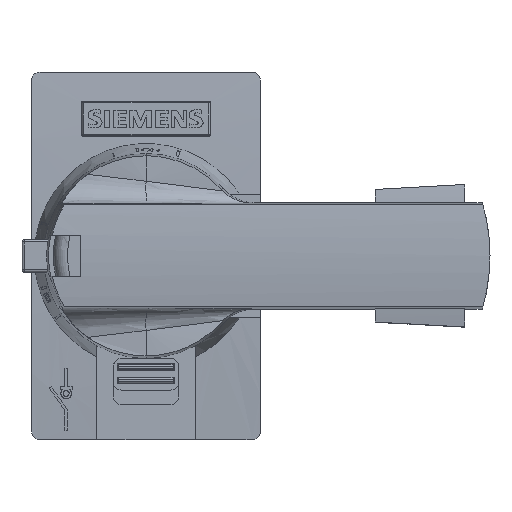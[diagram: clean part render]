
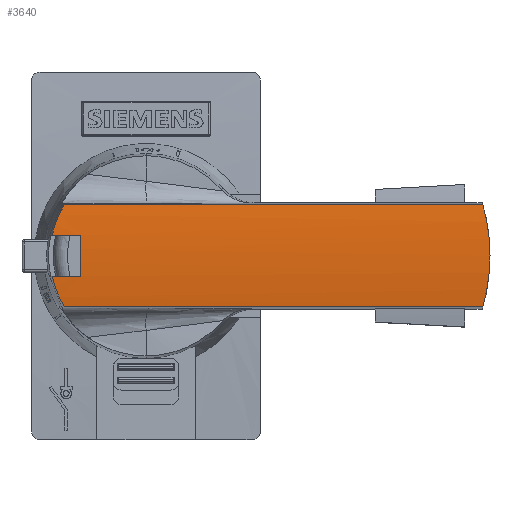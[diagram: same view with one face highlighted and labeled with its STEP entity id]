
A CAD part, top view. The second image highlights one B-rep face of the part: STEP entity #3640.
In plain terms, the highlighted cylindrical face has radius 50 mm (diameter 100 mm), a partial arc.
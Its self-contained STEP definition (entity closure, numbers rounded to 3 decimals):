
#3640=ADVANCED_FACE('',(#10014),#10015,.T.);
#4540=VERTEX_POINT('',#11188);
#4544=VERTEX_POINT('',#11192);
#4546=EDGE_CURVE('',#4540,#4544,#11194,.T.);
#4556=VERTEX_POINT('',#11204);
#4560=VERTEX_POINT('',#11208);
#4562=EDGE_CURVE('',#4556,#4560,#11210,.T.);
#4624=VERTEX_POINT('',#11272);
#4644=VERTEX_POINT('',#11292);
#4648=EDGE_CURVE('',#4644,#4624,#11296,.F.);
#6692=VERTEX_POINT('',#13340);
#6700=VERTEX_POINT('',#13348);
#6704=EDGE_CURVE('',#6700,#6692,#13352,.T.);
#7598=VERTEX_POINT('',#14246);
#7600=EDGE_CURVE('',#4624,#7598,#14248,.F.);
#7660=EDGE_CURVE('',#4560,#4644,#14308,.F.);
#7668=EDGE_CURVE('',#4556,#6692,#14316,.T.);
#7672=EDGE_CURVE('',#4544,#6700,#14320,.T.);
#7674=EDGE_CURVE('',#4540,#7598,#14322,.F.);
#10014=FACE_OUTER_BOUND('',#19465,.T.);
#10015=CYLINDRICAL_SURFACE('',#19466,50.0);
#11188=CARTESIAN_POINT('',(5.172,16.224,25.611));
#11192=CARTESIAN_POINT('',(3.681,19.95,25.937));
#11194=B_SPLINE_CURVE_WITH_KNOTS('',3,(#22411,#22412,#22413,#22414,#22415,#22416),.UNSPECIFIED.,.F.,.F.,(4,2,4),(47.213,49.032,51.036),.UNSPECIFIED.);
#11204=CARTESIAN_POINT('',(3.681,24.95,25.937));
#11208=CARTESIAN_POINT('',(5.172,28.676,25.611));
#11210=B_SPLINE_CURVE_WITH_KNOTS('',3,(#22454,#22455,#22456,#22457,#22458,#22459),.UNSPECIFIED.,.F.,.F.,(4,2,4),(55.934,57.937,59.756),.UNSPECIFIED.);
#11272=CARTESIAN_POINT('',(57.154,22.45,26.));
#11292=CARTESIAN_POINT('',(56.276,28.676,25.611));
#11296=B_SPLINE_CURVE_WITH_KNOTS('',3,(#22697,#22698,#22699,#22700,#22701,#22702,#22703,#22704),.UNSPECIFIED.,.F.,.F.,(4,2,2,4),(17.444,19.625,21.806,23.58),.UNSPECIFIED.);
#13340=CARTESIAN_POINT('',(7.15,24.95,25.937));
#13348=CARTESIAN_POINT('',(7.15,19.95,25.937));
#13352=CIRCLE('',#26157,50.0);
#14246=CARTESIAN_POINT('',(56.276,16.224,25.611));
#14248=B_SPLINE_CURVE_WITH_KNOTS('',3,(#27608,#27609,#27610,#27611,#27612,#27613,#27614,#27615),.UNSPECIFIED.,.F.,.F.,(4,2,2,4),(11.308,13.083,15.264,17.444),.UNSPECIFIED.);
#14308=LINE('',#27765,#27766);
#14316=LINE('',#27781,#27782);
#14320=LINE('',#27789,#27790);
#14322=LINE('',#27793,#27794);
#19465=EDGE_LOOP('',(#33042,#33043,#33044,#33045,#33046,#33047,#33048,#33049,#33050));
#19466=AXIS2_PLACEMENT_3D('',#33051,#33052,#33053);
#22411=CARTESIAN_POINT('',(5.172,16.224,25.611));
#22412=CARTESIAN_POINT('',(4.84,16.765,25.678));
#22413=CARTESIAN_POINT('',(4.548,17.339,25.741));
#22414=CARTESIAN_POINT('',(4.037,18.586,25.855));
#22415=CARTESIAN_POINT('',(3.828,19.265,25.903));
#22416=CARTESIAN_POINT('',(3.681,19.95,25.937));
#22454=CARTESIAN_POINT('',(3.681,24.95,25.937));
#22455=CARTESIAN_POINT('',(3.828,25.635,25.903));
#22456=CARTESIAN_POINT('',(4.037,26.314,25.855));
#22457=CARTESIAN_POINT('',(4.548,27.561,25.741));
#22458=CARTESIAN_POINT('',(4.84,28.135,25.678));
#22459=CARTESIAN_POINT('',(5.172,28.676,25.611));
#22697=CARTESIAN_POINT('',(57.154,22.45,26.));
#22698=CARTESIAN_POINT('',(57.154,23.177,26.));
#22699=CARTESIAN_POINT('',(57.119,23.914,25.984));
#22700=CARTESIAN_POINT('',(56.973,25.396,25.918));
#22701=CARTESIAN_POINT('',(56.863,26.14,25.869));
#22702=CARTESIAN_POINT('',(56.593,27.483,25.749));
#22703=CARTESIAN_POINT('',(56.447,28.083,25.685));
#22704=CARTESIAN_POINT('',(56.276,28.676,25.611));
#26157=AXIS2_PLACEMENT_3D('',#36498,#36499,#36500);
#27608=CARTESIAN_POINT('',(56.276,16.224,25.611));
#27609=CARTESIAN_POINT('',(56.447,16.817,25.685));
#27610=CARTESIAN_POINT('',(56.593,17.417,25.749));
#27611=CARTESIAN_POINT('',(56.863,18.76,25.869));
#27612=CARTESIAN_POINT('',(56.973,19.504,25.918));
#27613=CARTESIAN_POINT('',(57.119,20.986,25.984));
#27614=CARTESIAN_POINT('',(57.154,21.723,26.));
#27615=CARTESIAN_POINT('',(57.154,22.45,26.));
#27765=CARTESIAN_POINT('',(58.15,28.676,25.611));
#27766=VECTOR('',#36979,1.0);
#27781=CARTESIAN_POINT('',(58.15,24.95,25.937));
#27782=VECTOR('',#36983,1.0);
#27789=CARTESIAN_POINT('',(58.15,19.95,25.937));
#27790=VECTOR('',#36985,1.0);
#27793=CARTESIAN_POINT('',(2.15,16.224,25.611));
#27794=VECTOR('',#36986,1.0);
#33042=ORIENTED_EDGE('',*,*,#6704,.F.);
#33043=ORIENTED_EDGE('',*,*,#7672,.F.);
#33044=ORIENTED_EDGE('',*,*,#4546,.F.);
#33045=ORIENTED_EDGE('',*,*,#7674,.T.);
#33046=ORIENTED_EDGE('',*,*,#7600,.F.);
#33047=ORIENTED_EDGE('',*,*,#4648,.F.);
#33048=ORIENTED_EDGE('',*,*,#7660,.F.);
#33049=ORIENTED_EDGE('',*,*,#4562,.F.);
#33050=ORIENTED_EDGE('',*,*,#7668,.T.);
#33051=CARTESIAN_POINT('',(58.15,22.45,-24.));
#33052=DIRECTION('',(-1.0,0.0,0.0));
#33053=DIRECTION('',(0.0,1.0,0.0));
#36498=CARTESIAN_POINT('',(7.15,22.45,-24.));
#36499=DIRECTION('',(-1.0,0.0,0.0));
#36500=DIRECTION('',(0.0,1.0,0.0));
#36979=DIRECTION('',(-1.0,0.0,0.0));
#36983=DIRECTION('',(1.0,0.0,0.0));
#36985=DIRECTION('',(1.0,0.0,0.0));
#36986=DIRECTION('',(-1.0,0.0,0.0));
